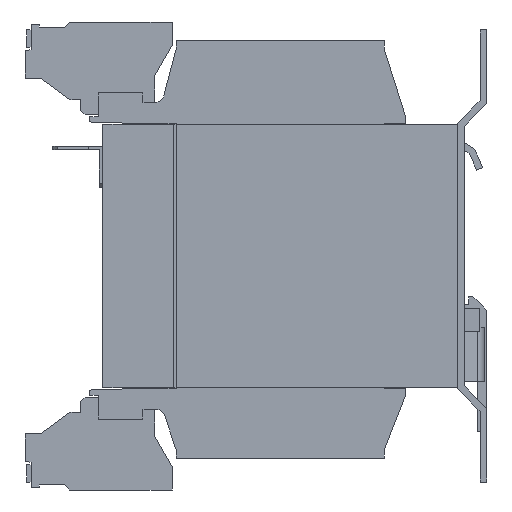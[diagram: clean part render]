
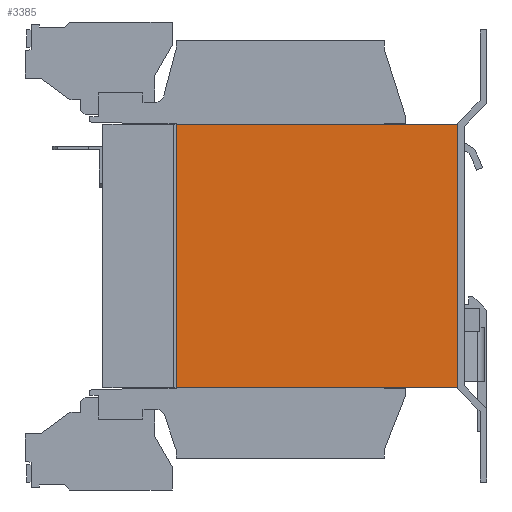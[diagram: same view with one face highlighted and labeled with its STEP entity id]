
A CAD part, left-side view. The second image highlights one B-rep face of the part: STEP entity #3385.
In plain terms, the highlighted planar face has unit normal (-1, 0, 0).
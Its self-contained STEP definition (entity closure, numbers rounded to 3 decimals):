
#53 = VERTEX_POINT ( 'NONE', #623 ) ;
#123 = VECTOR ( 'NONE', #5670, 1000. ) ;
#254 = EDGE_CURVE ( 'Defeature ausgef�hrt1_45+Defeature ausgef�hrt1_61+Defeature ausgef�hrt1_51+Defeature ausgef�hrt1_92', #2609, #10890, #1497, .T. ) ;
#322 = ORIENTED_EDGE ( 'NONE', *, *, #7980, .T. ) ;
#623 = CARTESIAN_POINT ( 'NONE',  ( -48., -40., -29.75 ) ) ;
#1349 = CARTESIAN_POINT ( 'NONE',  ( -48., 23.5, -29.75 ) ) ;
#1351 = LINE ( 'NONE', #9532, #123 ) ;
#1467 = VECTOR ( 'NONE', #5626, 1000. ) ;
#1497 = LINE ( 'NONE', #9469, #5715 ) ;
#1628 = EDGE_CURVE ( 'Defeature ausgef�hrt1_61+Defeature ausgef�hrt1_46+Defeature ausgef�hrt1_49+Defeature ausgef�hrt1_113', #7395, #53, #8301, .T. ) ;
#2254 = CARTESIAN_POINT ( 'NONE',  ( -48., -40., 29.75 ) ) ;
#2609 = VERTEX_POINT ( 'NONE', #4112 ) ;
#2621 = DIRECTION ( 'NONE',  ( 1., 0., 0. ) ) ;
#2778 = EDGE_CURVE ( 'Defeature ausgef�hrt1_113+Defeature ausgef�hrt1_61+Defeature ausgef�hrt1_92+Defeature ausgef�hrt1_88', #10890, #53, #8253, .T. ) ;
#2952 = ORIENTED_EDGE ( 'NONE', *, *, #2778, .F. ) ;
#3385 = ADVANCED_FACE ( 'Defeature ausgef�hrt1_61', ( #12193 ), #7494, .F. ) ;
#3623 = DIRECTION ( 'NONE',  ( 0., -1., 0. ) ) ;
#4112 = CARTESIAN_POINT ( 'NONE',  ( -48., 23.5, 29.75 ) ) ;
#4554 = ORIENTED_EDGE ( 'NONE', *, *, #254, .F. ) ;
#4622 = DIRECTION ( 'NONE',  ( 0., 0., -1. ) ) ;
#4850 = EDGE_LOOP ( 'NONE', ( #4554, #322, #11362, #2952 ) ) ;
#5570 = CARTESIAN_POINT ( 'NONE',  ( -48., 0., -29.75 ) ) ;
#5574 = CARTESIAN_POINT ( 'NONE',  ( -48., 0., 29.75 ) ) ;
#5626 = DIRECTION ( 'NONE',  ( 0., 0., -1. ) ) ;
#5670 = DIRECTION ( 'NONE',  ( 0., 0., -1. ) ) ;
#5715 = VECTOR ( 'NONE', #7535, 1000. ) ;
#6469 = AXIS2_PLACEMENT_3D ( 'NONE', #5574, #2621, #4622 ) ;
#6477 = VECTOR ( 'NONE', #3623, 1000. ) ;
#7395 = VERTEX_POINT ( 'NONE', #1349 ) ;
#7494 = PLANE ( 'NONE',  #6469 ) ;
#7535 = DIRECTION ( 'NONE',  ( 0., -1., 0. ) ) ;
#7980 = EDGE_CURVE ( 'Defeature ausgef�hrt1_61+Defeature ausgef�hrt1_49+Defeature ausgef�hrt1_45+Defeature ausgef�hrt1_46', #2609, #7395, #1351, .T. ) ;
#8253 = LINE ( 'NONE', #10155, #1467 ) ;
#8301 = LINE ( 'NONE', #5570, #6477 ) ;
#9469 = CARTESIAN_POINT ( 'NONE',  ( -48., 0., 29.75 ) ) ;
#9532 = CARTESIAN_POINT ( 'NONE',  ( -48., 23.5, 29.75 ) ) ;
#10155 = CARTESIAN_POINT ( 'NONE',  ( -48., -40., 29.75 ) ) ;
#10890 = VERTEX_POINT ( 'NONE', #2254 ) ;
#11362 = ORIENTED_EDGE ( 'NONE', *, *, #1628, .T. ) ;
#12193 = FACE_OUTER_BOUND ( 'NONE', #4850, .T. ) ;
